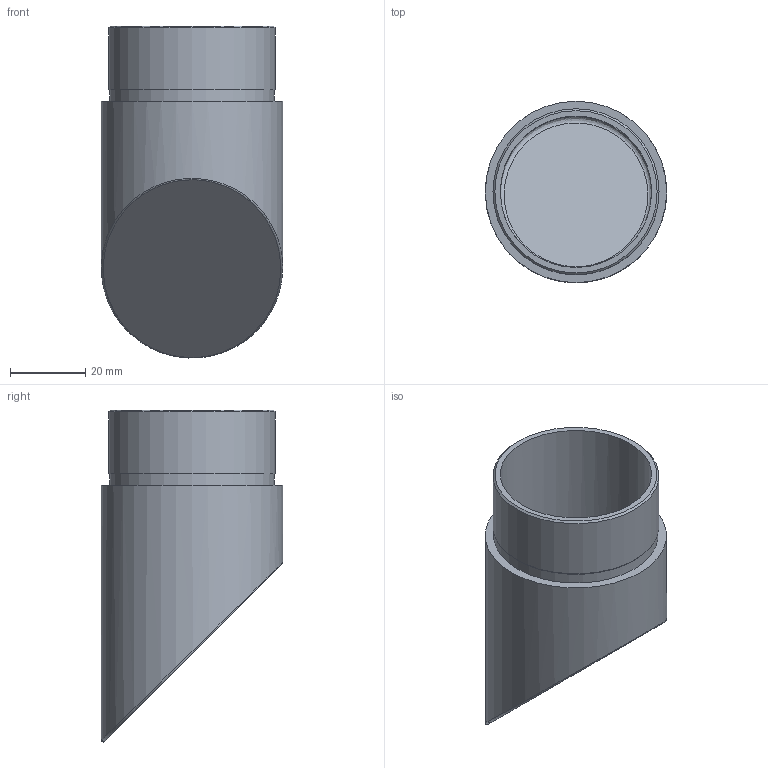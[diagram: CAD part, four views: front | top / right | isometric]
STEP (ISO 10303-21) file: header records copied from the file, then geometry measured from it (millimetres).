
FILE_DESCRIPTION (( 'STEP AP203' ), '1' );
FILE_NAME ('60227-320.step', '2020-03-05T13:08:55', ( '' ), ( '' ), 'SwSTEP 2.0', 'SolidWorks 2015', '' );
FILE_SCHEMA (( 'CONFIG_CONTROL_DESIGN' ));
Length unit declared in the file: millimetre
Products named in the file (2): 60227-320
Bounding box: 48.3 x 48.3 x 88.38 mm (x, y, z)
Volume: 35410 mm3; surface area: 22083.4 mm2
Topology: 1 solids, 1 shells, 230 faces, 605 edges, 403 vertices
Faces by surface type: bspline 109, plane 93, cylinder 27, cone 1
Full cylindrical faces by diameter (mm): 40.3 x1, 43.8 x1, 44.2 x1, 48.3 x1
Entity records: 12048 total; most frequent: CARTESIAN_POINT 7000, ORIENTED_EDGE 1192, DIRECTION 679, EDGE_CURVE 596, VERTEX_POINT 401, LINE 271, VECTOR 271, EDGE_LOOP 263
